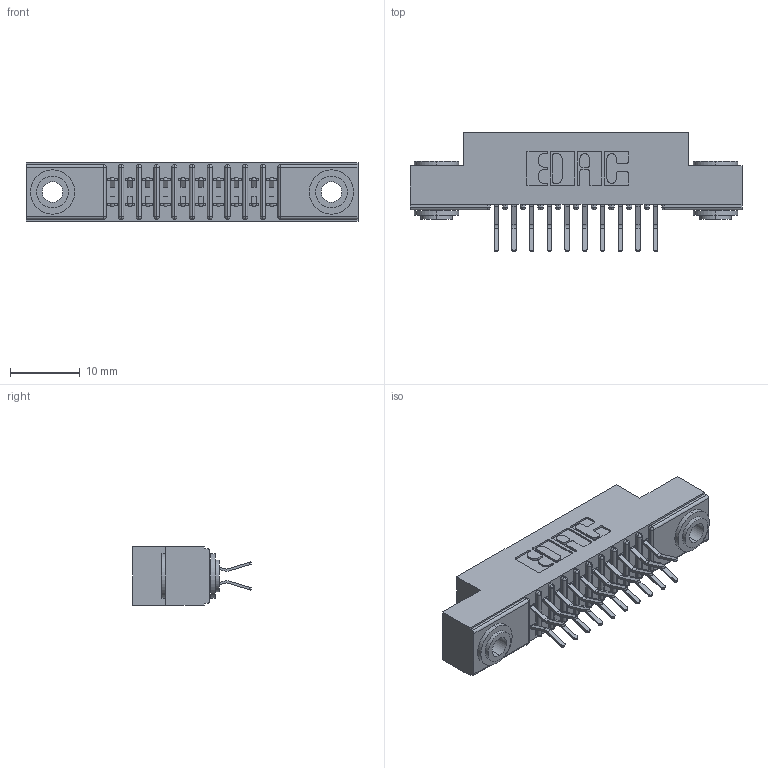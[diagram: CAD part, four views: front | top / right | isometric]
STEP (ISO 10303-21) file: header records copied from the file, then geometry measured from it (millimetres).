
FILE_DESCRIPTION (( 'STEP AP203' ), '1' );
FILE_NAME ('341-020-556-203.STEP', '2018-08-06T16:57:20', ( '' ), ( '' ), 'SwSTEP 2.0', 'SolidWorks 2016', '' );
FILE_SCHEMA (( 'CONFIG_CONTROL_DESIGN' ));
Length unit declared in the file: inch
Products named in the file (4): 341-020-556-203; 341 Part_.156 (3.96) Dia Mounting Holes; 341-292-001_341-292-156; 345-250-002_345-250-002-102
Assembly tree (23 placements, depth 2):
  341-020-556-203
    341 Part_.156 (3.96) Dia Mounting Holes
    341-292-001_341-292-156  x20
    345-250-002_345-250-002-102  x2
Bounding box: 47.62 x 17.07 x 8.38 mm (x, y, z)
Volume: 2751.8 mm3; surface area: 5282.2 mm2
Topology: 23 solids, 23 shells, 1568 faces, 4498 edges, 2918 vertices
Faces by surface type: plane 892, cylinder 628, sphere 22, torus 18, cone 8
Entity records: 17570 total; most frequent: CARTESIAN_POINT 2903, ORIENTED_EDGE 2872, DIRECTION 2860, EDGE_CURVE 1436, VECTOR 1110, LINE 1110, VERTEX_POINT 918, AXIS2_PLACEMENT_3D 875
